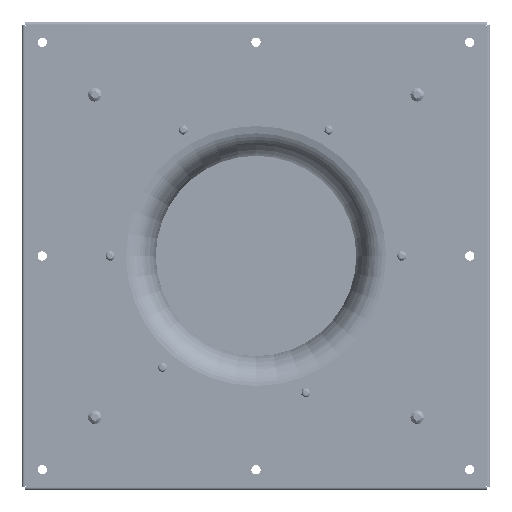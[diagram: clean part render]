
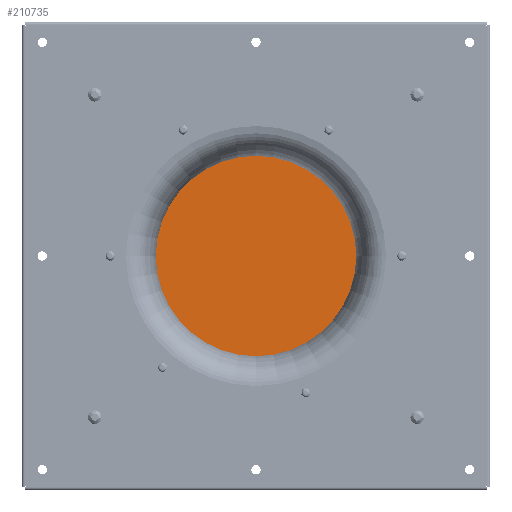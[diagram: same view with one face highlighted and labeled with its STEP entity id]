
A CAD part, front view. The second image highlights one B-rep face of the part: STEP entity #210735.
In plain terms, the highlighted face is planar.
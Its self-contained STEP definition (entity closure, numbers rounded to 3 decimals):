
#210042=CARTESIAN_POINT('',(0.,117.812,0.));
#210043=DIRECTION('',(0.,-1.,0.));
#210044=DIRECTION('',(-1.,0.,0.));
#210045=AXIS2_PLACEMENT_3D('',#210042,#210043,#210044);
#210047=CARTESIAN_POINT('',(0.,117.812,0.));
#210048=DIRECTION('',(0.,1.,0.));
#210049=DIRECTION('',(-1.,0.,0.));
#210050=AXIS2_PLACEMENT_3D('',#210047,#210048,#210049);
#210250=CARTESIAN_POINT('',(-107.419,117.812,0.));
#210252=VERTEX_POINT('',#210250);
#210258=CARTESIAN_POINT('',(107.419,117.812,0.));
#210260=VERTEX_POINT('',#210258);
#210726=CARTESIAN_POINT('',(0.,117.812,0.));
#210727=DIRECTION('',(0.,1.,0.));
#210728=DIRECTION('',(1.,0.,0.));
#210729=AXIS2_PLACEMENT_3D('',#210726,#210727,#210728);
#210730=PLANE('',#210729);
#210731=ORIENTED_EDGE('',*,*,#210708,.T.);
#210732=ORIENTED_EDGE('',*,*,#210719,.F.);
#210733=EDGE_LOOP('',(#210731,#210732));
#210734=FACE_OUTER_BOUND('',#210733,.F.);
#210735=ADVANCED_FACE('',(#210734),#210730,.T.);
#210046=CIRCLE('',#210045,107.419);
#210051=CIRCLE('',#210050,107.419);
#210708=EDGE_CURVE('',#210252,#210260,#210046,.T.);
#210719=EDGE_CURVE('',#210252,#210260,#210051,.T.);
